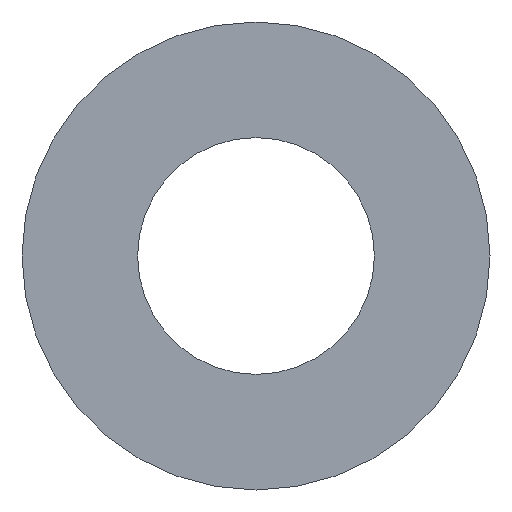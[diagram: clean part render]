
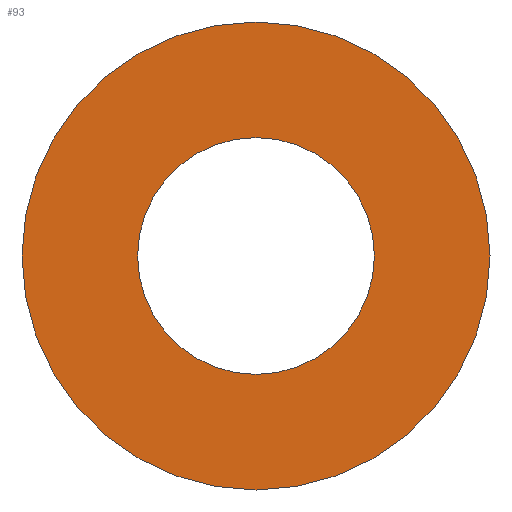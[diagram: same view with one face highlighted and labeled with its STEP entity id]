
A CAD part, front view. The second image highlights one B-rep face of the part: STEP entity #93.
In plain terms, the highlighted planar face has unit normal (0, -1, 0).
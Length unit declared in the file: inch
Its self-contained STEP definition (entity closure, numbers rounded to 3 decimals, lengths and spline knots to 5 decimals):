
#8 = DIRECTION ( 'NONE',  ( 0., 0., 1. ) ) ;
#10 = DIRECTION ( 'NONE',  ( 0., 0., 1. ) ) ;
#12 = CARTESIAN_POINT ( 'NONE',  ( 0., -0.0315, -0.2525 ) ) ;
#26 = AXIS2_PLACEMENT_3D ( 'NONE', #151, #140, #205 ) ;
#27 = VERTEX_POINT ( 'NONE', #111 ) ;
#46 = ORIENTED_EDGE ( 'NONE', *, *, #105, .T. ) ;
#48 = AXIS2_PLACEMENT_3D ( 'NONE', #175, #89, #191 ) ;
#50 = FACE_BOUND ( 'NONE', #213, .T. ) ;
#51 = PLANE ( 'NONE',  #26 ) ;
#52 = FACE_OUTER_BOUND ( 'NONE', #114, .T. ) ;
#53 = CARTESIAN_POINT ( 'NONE',  ( 0., -0.0315, 0. ) ) ;
#59 = VERTEX_POINT ( 'NONE', #95 ) ;
#61 = ORIENTED_EDGE ( 'NONE', *, *, #168, .T. ) ;
#64 = CARTESIAN_POINT ( 'NONE',  ( 0., -0.0315, 0.499 ) ) ;
#66 = DIRECTION ( 'NONE',  ( 0., 1., 0. ) ) ;
#71 = VERTEX_POINT ( 'NONE', #64 ) ;
#72 = CIRCLE ( 'NONE', #159, 0.499 ) ;
#78 = ORIENTED_EDGE ( 'NONE', *, *, #132, .F. ) ;
#79 = ORIENTED_EDGE ( 'NONE', *, *, #188, .F. ) ;
#89 = DIRECTION ( 'NONE',  ( 0., 1., 0. ) ) ;
#93 = ADVANCED_FACE ( 'NONE', ( #52, #50 ), #51, .F. ) ;
#95 = CARTESIAN_POINT ( 'NONE',  ( 0., -0.0315, -0.499 ) ) ;
#101 = VERTEX_POINT ( 'NONE', #12 ) ;
#105 = EDGE_CURVE ( 'NONE', #101, #27, #208, .T. ) ;
#110 = DIRECTION ( 'NONE',  ( 0., 0., 1. ) ) ;
#111 = CARTESIAN_POINT ( 'NONE',  ( 0., -0.0315, 0.2525 ) ) ;
#114 = EDGE_LOOP ( 'NONE', ( #78, #79 ) ) ;
#123 = CARTESIAN_POINT ( 'NONE',  ( 0., -0.0315, 0. ) ) ;
#128 = CIRCLE ( 'NONE', #196, 0.2525 ) ;
#132 = EDGE_CURVE ( 'NONE', #59, #71, #142, .T. ) ;
#140 = DIRECTION ( 'NONE',  ( 0., 1., 0. ) ) ;
#142 = CIRCLE ( 'NONE', #48, 0.499 ) ;
#151 = CARTESIAN_POINT ( 'NONE',  ( 0., -0.0315, 0. ) ) ;
#159 = AXIS2_PLACEMENT_3D ( 'NONE', #219, #66, #110 ) ;
#168 = EDGE_CURVE ( 'NONE', #27, #101, #128, .T. ) ;
#170 = DIRECTION ( 'NONE',  ( 0., 1., 0. ) ) ;
#175 = CARTESIAN_POINT ( 'NONE',  ( 0., -0.0315, 0. ) ) ;
#183 = AXIS2_PLACEMENT_3D ( 'NONE', #123, #222, #10 ) ;
#188 = EDGE_CURVE ( 'NONE', #71, #59, #72, .T. ) ;
#191 = DIRECTION ( 'NONE',  ( 0., 0., 1. ) ) ;
#196 = AXIS2_PLACEMENT_3D ( 'NONE', #53, #170, #8 ) ;
#205 = DIRECTION ( 'NONE',  ( 0., 0., 1. ) ) ;
#208 = CIRCLE ( 'NONE', #183, 0.2525 ) ;
#213 = EDGE_LOOP ( 'NONE', ( #46, #61 ) ) ;
#219 = CARTESIAN_POINT ( 'NONE',  ( 0., -0.0315, 0. ) ) ;
#222 = DIRECTION ( 'NONE',  ( 0., 1., 0. ) ) ;
